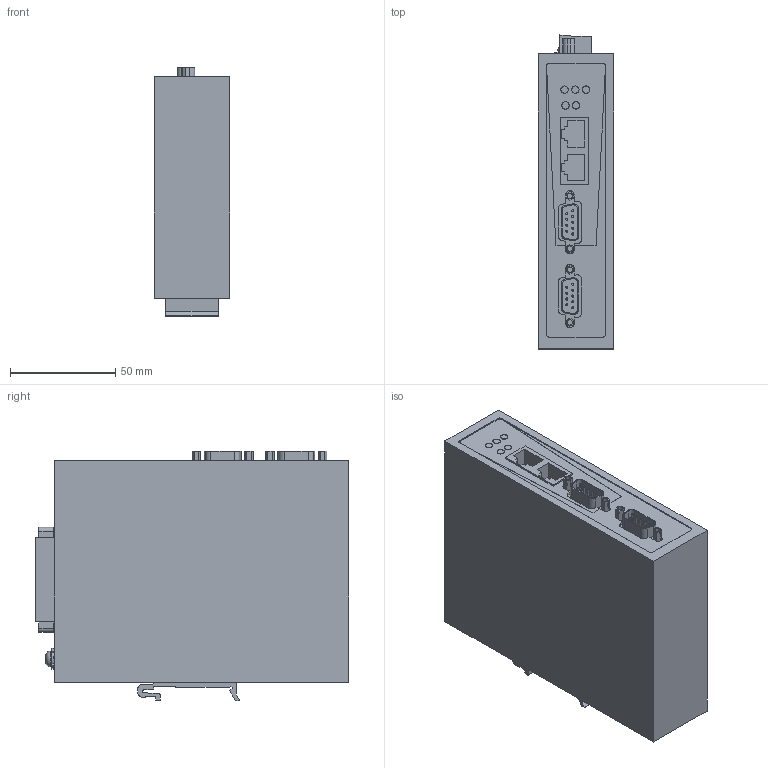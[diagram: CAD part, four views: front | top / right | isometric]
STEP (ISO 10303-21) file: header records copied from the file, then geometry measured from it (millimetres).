
FILE_DESCRIPTION(('CATIA V5 STEP Exchange','CAx-IF Rec.Pracs.--- Model Styling and Organization---1.4--- 2014-01-23'),'2;1');
FILE_NAME ('D1405694_1', '2020-01-29T13:43:56+00:00', ('none'), ('Weidmueller'), 'CATIA Version 5-6 Release 2016 SP3 HF44', 'CATIA V5 STEP AP214', 'none');
FILE_SCHEMA(('AUTOMOTIVE_DESIGN { 1 0 10303 214 1 1 1 1 }'));
Length unit declared in the file: millimetre
Products named in the file (1): 1242090000
Bounding box: 36 x 149.05 x 118.34 mm (x, y, z)
Volume: 533978.2 mm3; surface area: 67049.4 mm2
Topology: 21 solids, 23 shells, 687 faces, 1702 edges, 1128 vertices
Faces by surface type: plane 455, cylinder 191, extrusion 39, torus 2
Entity records: 20667 total; most frequent: CARTESIAN_POINT 4424, ORIENTED_EDGE 3404, DIRECTION 2601, EDGE_CURVE 1702, VECTOR 1206, LINE 1167, VERTEX_POINT 1128, AXIS2_PLACEMENT_3D 897
